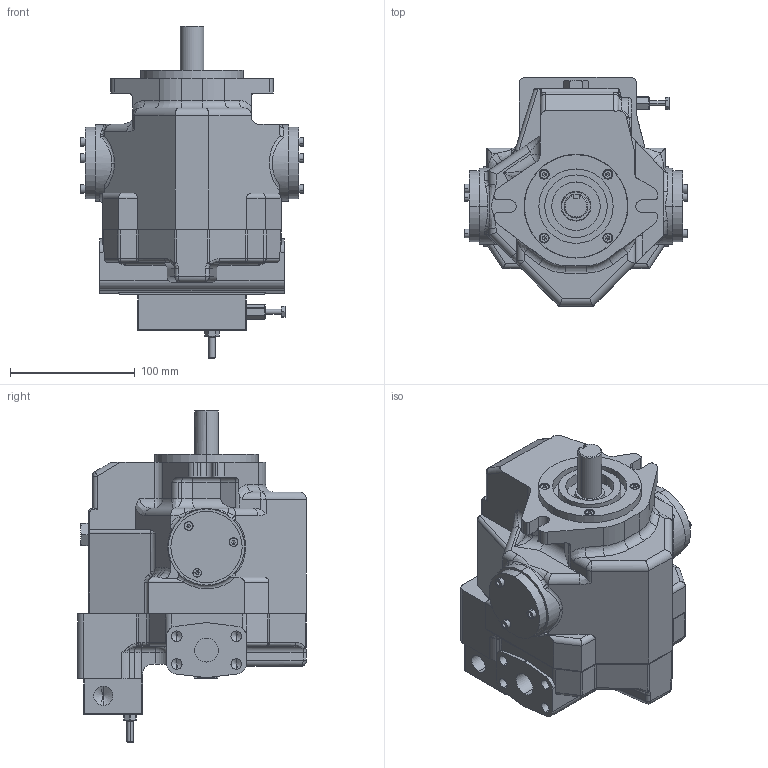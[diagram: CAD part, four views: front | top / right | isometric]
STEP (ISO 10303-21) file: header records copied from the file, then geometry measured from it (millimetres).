
FILE_DESCRIPTION (( 'STEP AP214' ), '1' );
FILE_NAME ('A22 FR07 S K 32.STEP', '2018-02-23T10:29:42', ( '' ), ( '' ), 'SwSTEP 2.0', 'SolidWorks 2017', '' );
FILE_SCHEMA (( 'AUTOMOTIVE_DESIGN' ));
Length unit declared in the file: millimetre
Products named in the file (1): A22 FR07 S K 32
Bounding box: 179 x 183.18 x 265.62 mm (x, y, z)
Volume: 3102070.4 mm3; surface area: 187734.4 mm2
Topology: 13 solids, 15 shells, 1039 faces, 2463 edges, 1426 vertices
Faces by surface type: plane 380, cylinder 364, cone 109, torus 92, bspline 63, sphere 31
Entity records: 35881 total; most frequent: CARTESIAN_POINT 8670, DIRECTION 4948, ORIENTED_EDGE 4710, EDGE_CURVE 2355, AXIS2_PLACEMENT_3D 1875, VERTEX_POINT 1424, LINE 1198, VECTOR 1198
